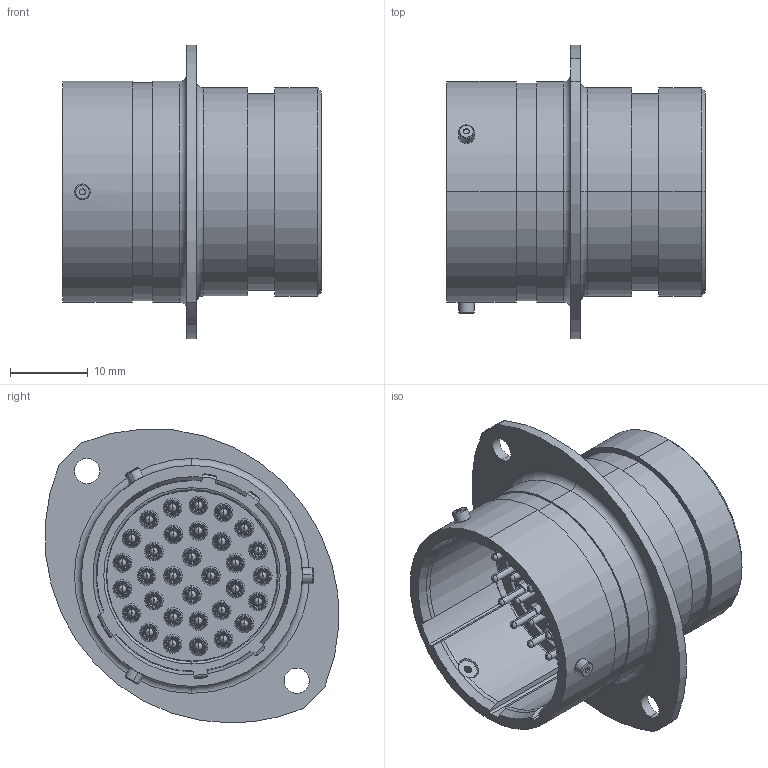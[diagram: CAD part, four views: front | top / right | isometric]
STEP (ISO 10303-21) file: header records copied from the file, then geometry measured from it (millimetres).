
FILE_DESCRIPTION (( 'STEP AP214' ), '1' );
FILE_NAME ('AS018-32PB.STEP', '2020-06-09T11:31:26', ( 'TE Connectivity' ), ( 'TE Connectivity' ), 'SwSTEP 2.0', 'SolidWorks 2016', '' );
FILE_SCHEMA (( 'AUTOMOTIVE_DESIGN' ));
Length unit declared in the file: millimetre
Products named in the file (1): AS018-32PB
Bounding box: 33.31 x 37.8 x 37.85 mm (x, y, z)
Volume: 12190.9 mm3; surface area: 13565.7 mm2
Topology: 73 solids, 73 shells, 1970 faces, 4070 edges, 2353 vertices
Faces by surface type: torus 726, cylinder 612, cone 340, plane 274, sphere 18
Entity records: 75390 total; most frequent: DIRECTION 10985, CARTESIAN_POINT 8721, ORIENTED_EDGE 8108, AXIS2_PLACEMENT_3D 5004, EDGE_CURVE 4054, CIRCLE 3035, VERTEX_POINT 2347, EDGE_LOOP 2291
